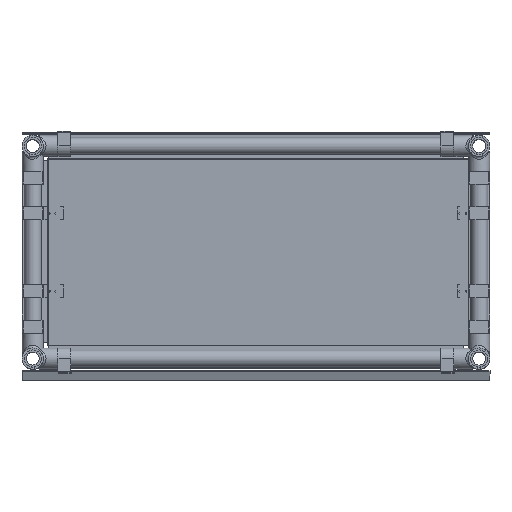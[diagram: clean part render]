
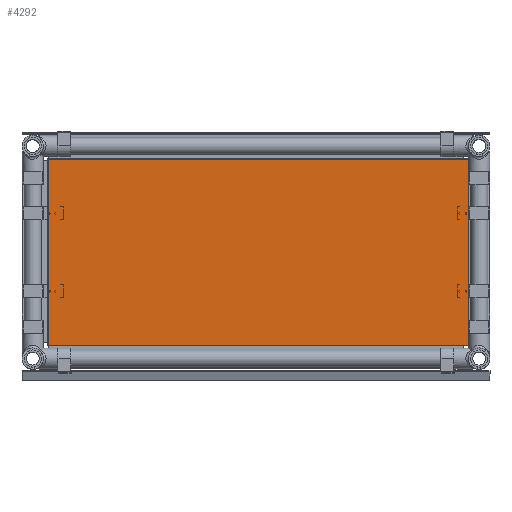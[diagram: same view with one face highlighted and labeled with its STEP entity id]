
A CAD part, top view. The second image highlights one B-rep face of the part: STEP entity #4292.
In plain terms, the highlighted face is planar.
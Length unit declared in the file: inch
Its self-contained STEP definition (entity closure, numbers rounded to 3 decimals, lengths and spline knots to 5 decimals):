
#557=FACE_BOUND('',#1166,.T.);
#558=FACE_BOUND('',#1167,.T.);
#559=FACE_BOUND('',#1168,.T.);
#560=FACE_BOUND('',#1169,.T.);
#670=PLANE('',#4898);
#871=FACE_OUTER_BOUND('',#1165,.T.);
#1165=EDGE_LOOP('',(#3835,#3836,#3837,#3838));
#1166=EDGE_LOOP('',(#3839));
#1167=EDGE_LOOP('',(#3840));
#1168=EDGE_LOOP('',(#3841));
#1169=EDGE_LOOP('',(#3842));
#1440=LINE('',#8202,#1744);
#1444=LINE('',#8210,#1748);
#1461=LINE('',#8243,#1765);
#1468=LINE('',#8272,#1772);
#1744=VECTOR('',#5976,0.3937);
#1748=VECTOR('',#5982,0.3937);
#1765=VECTOR('',#6009,0.3937);
#1772=VECTOR('',#6044,0.3937);
#1963=CIRCLE('',#4885,0.0625);
#1965=CIRCLE('',#4888,0.0625);
#1967=CIRCLE('',#4891,0.075);
#1969=CIRCLE('',#4894,0.0625);
#2296=VERTEX_POINT('',#8200);
#2297=VERTEX_POINT('',#8201);
#2300=VERTEX_POINT('',#8209);
#2309=VERTEX_POINT('',#8232);
#2312=VERTEX_POINT('',#8245);
#2314=VERTEX_POINT('',#8251);
#2316=VERTEX_POINT('',#8257);
#2318=VERTEX_POINT('',#8263);
#2803=EDGE_CURVE('',#2296,#2297,#1440,.T.);
#2807=EDGE_CURVE('',#2300,#2296,#1444,.T.);
#2824=EDGE_CURVE('',#2297,#2309,#1461,.T.);
#2825=EDGE_CURVE('',#2312,#2312,#1963,.T.);
#2828=EDGE_CURVE('',#2314,#2314,#1965,.T.);
#2831=EDGE_CURVE('',#2316,#2316,#1967,.T.);
#2834=EDGE_CURVE('',#2318,#2318,#1969,.T.);
#2839=EDGE_CURVE('',#2309,#2300,#1468,.T.);
#3835=ORIENTED_EDGE('',*,*,#2803,.T.);
#3836=ORIENTED_EDGE('',*,*,#2824,.T.);
#3837=ORIENTED_EDGE('',*,*,#2839,.T.);
#3838=ORIENTED_EDGE('',*,*,#2807,.T.);
#3839=ORIENTED_EDGE('',*,*,#2834,.T.);
#3840=ORIENTED_EDGE('',*,*,#2831,.T.);
#3841=ORIENTED_EDGE('',*,*,#2828,.T.);
#3842=ORIENTED_EDGE('',*,*,#2825,.T.);
#4292=ADVANCED_FACE('',(#871,#557,#558,#559,#560),#670,.T.);
#4885=AXIS2_PLACEMENT_3D('',#8246,#6012,#6013);
#4888=AXIS2_PLACEMENT_3D('',#8252,#6019,#6020);
#4891=AXIS2_PLACEMENT_3D('',#8258,#6026,#6027);
#4894=AXIS2_PLACEMENT_3D('',#8264,#6033,#6034);
#4898=AXIS2_PLACEMENT_3D('',#8273,#6045,#6046);
#5976=DIRECTION('',(0.,-1.,0.));
#5982=DIRECTION('',(-1.,0.,0.));
#6009=DIRECTION('',(1.,0.,0.));
#6012=DIRECTION('center_axis',(0.,0.,-1.));
#6013=DIRECTION('ref_axis',(1.,0.,0.));
#6019=DIRECTION('center_axis',(0.,0.,-1.));
#6020=DIRECTION('ref_axis',(1.,0.,0.));
#6026=DIRECTION('center_axis',(0.,0.,-1.));
#6027=DIRECTION('ref_axis',(1.,0.,0.));
#6033=DIRECTION('center_axis',(0.,0.,-1.));
#6034=DIRECTION('ref_axis',(1.,0.,0.));
#6044=DIRECTION('',(0.,1.,0.));
#6045=DIRECTION('center_axis',(0.,0.,1.));
#6046=DIRECTION('ref_axis',(1.,0.,0.));
#8200=CARTESIAN_POINT('',(-0.08728,10.15,0.0625));
#8201=CARTESIAN_POINT('',(-0.08728,-4.15,0.0625));
#8202=CARTESIAN_POINT('',(-0.08728,3.,0.0625));
#8209=CARTESIAN_POINT('',(32.365,10.15,0.0625));
#8210=CARTESIAN_POINT('',(32.365,10.15,0.0625));
#8232=CARTESIAN_POINT('',(32.365,-4.15,0.0625));
#8243=CARTESIAN_POINT('',(32.365,-4.15,0.0625));
#8245=CARTESIAN_POINT('',(-0.0625,6.,0.0625));
#8246=CARTESIAN_POINT('Origin',(0.,6.,0.0625));
#8251=CARTESIAN_POINT('',(32.1525,0.,0.0625));
#8252=CARTESIAN_POINT('Origin',(32.215,0.,0.0625));
#8257=CARTESIAN_POINT('',(-0.075,0.,0.0625));
#8258=CARTESIAN_POINT('Origin',(0.,0.,0.0625));
#8263=CARTESIAN_POINT('',(32.1525,6.,0.0625));
#8264=CARTESIAN_POINT('Origin',(32.215,6.,0.0625));
#8272=CARTESIAN_POINT('',(32.365,-0.15,0.0625));
#8273=CARTESIAN_POINT('Origin',(16.1075,3.,0.0625));
